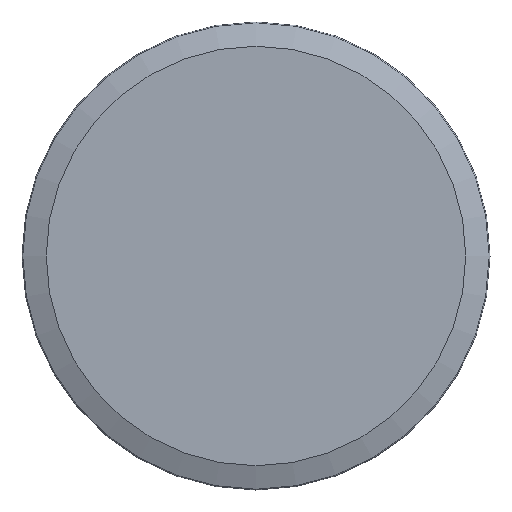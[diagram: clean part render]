
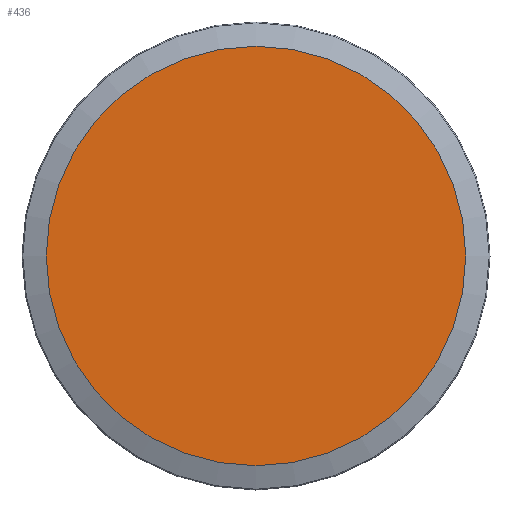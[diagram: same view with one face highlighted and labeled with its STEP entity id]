
A CAD part, left-side view. The second image highlights one B-rep face of the part: STEP entity #436.
In plain terms, the highlighted planar face has unit normal (-1, 0, 0).
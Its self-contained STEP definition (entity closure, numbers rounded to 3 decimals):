
#3 = DIRECTION ( 'NONE',  ( -1., 0., 0. ) ) ;
#10 = ORIENTED_EDGE ( 'NONE', *, *, #561, .T. ) ;
#27 = CARTESIAN_POINT ( 'NONE',  ( 0., 0., 0. ) ) ;
#78 = ORIENTED_EDGE ( 'NONE', *, *, #208, .T. ) ;
#79 = DIRECTION ( 'NONE',  ( 1., 0., 0. ) ) ;
#82 = DIRECTION ( 'NONE',  ( 0., 0., -1. ) ) ;
#92 = DIRECTION ( 'NONE',  ( 0., 0., 1. ) ) ;
#123 = DIRECTION ( 'NONE',  ( -1., 0., 0. ) ) ;
#135 = AXIS2_PLACEMENT_3D ( 'NONE', #165, #123, #204 ) ;
#165 = CARTESIAN_POINT ( 'NONE',  ( 0., 0., 0. ) ) ;
#181 = CARTESIAN_POINT ( 'NONE',  ( 0., 0., 0. ) ) ;
#196 = AXIS2_PLACEMENT_3D ( 'NONE', #27, #79, #82 ) ;
#197 = CARTESIAN_POINT ( 'NONE',  ( 0., 0., -104.661 ) ) ;
#204 = DIRECTION ( 'NONE',  ( 0., 0., 1. ) ) ;
#208 = EDGE_CURVE ( 'NONE', #219, #391, #275, .T. ) ;
#219 = VERTEX_POINT ( 'NONE', #362 ) ;
#254 = PLANE ( 'NONE',  #196 ) ;
#275 = CIRCLE ( 'NONE', #424, 104.661 ) ;
#362 = CARTESIAN_POINT ( 'NONE',  ( 0., 0., 104.661 ) ) ;
#370 = EDGE_LOOP ( 'NONE', ( #10, #78 ) ) ;
#388 = CIRCLE ( 'NONE', #135, 104.661 ) ;
#391 = VERTEX_POINT ( 'NONE', #197 ) ;
#424 = AXIS2_PLACEMENT_3D ( 'NONE', #181, #3, #92 ) ;
#428 = FACE_OUTER_BOUND ( 'NONE', #370, .T. ) ;
#436 = ADVANCED_FACE ( 'NONE', ( #428 ), #254, .F. ) ;
#561 = EDGE_CURVE ( 'NONE', #391, #219, #388, .T. ) ;
